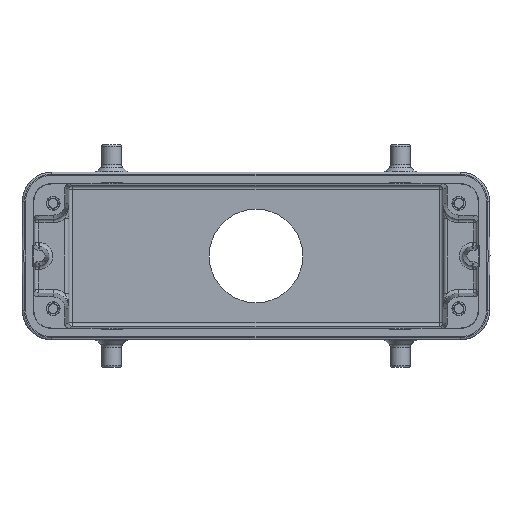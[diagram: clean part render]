
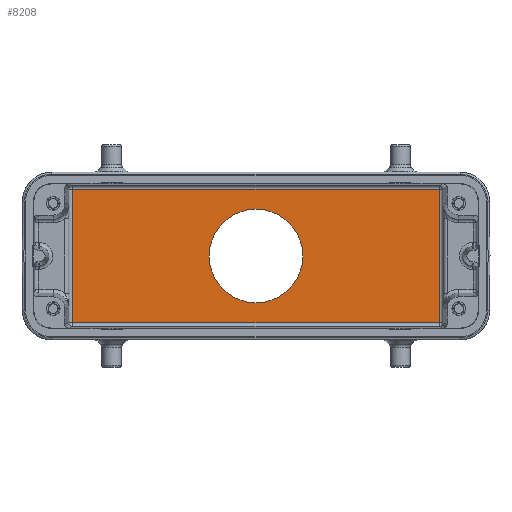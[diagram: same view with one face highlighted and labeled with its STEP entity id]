
A CAD part, front view. The second image highlights one B-rep face of the part: STEP entity #8208.
In plain terms, the highlighted planar face has unit normal (0, -1, 0).
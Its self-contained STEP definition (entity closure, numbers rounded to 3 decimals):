
#542=CARTESIAN_POINT('',(0.,52.,0.));
#543=DIRECTION('',(0.,1.,0.));
#544=DIRECTION('',(-1.,0.,0.));
#545=AXIS2_PLACEMENT_3D('',#542,#543,#544);
#547=CARTESIAN_POINT('',(0.,52.,0.));
#548=DIRECTION('',(0.,1.,0.));
#549=DIRECTION('',(1.,0.,0.));
#550=AXIS2_PLACEMENT_3D('',#547,#548,#549);
#552=DIRECTION('',(0.,0.,-1.));
#553=VECTOR('',#552,34.27);
#554=CARTESIAN_POINT('',(-47.,52.,17.135));
#555=LINE('',#554,#553);
#4133=DIRECTION('',(1.,0.,0.));
#4134=VECTOR('',#4133,94.);
#4135=CARTESIAN_POINT('',(-47.,52.,-17.135));
#4136=LINE('',#4135,#4134);
#4160=DIRECTION('',(0.,0.,1.));
#4161=VECTOR('',#4160,34.27);
#4162=CARTESIAN_POINT('',(47.,52.,-17.135));
#4163=LINE('',#4162,#4161);
#4183=DIRECTION('',(-1.,0.,0.));
#4184=VECTOR('',#4183,94.);
#4185=CARTESIAN_POINT('',(47.,52.,17.135));
#4186=LINE('',#4185,#4184);
#6122=CARTESIAN_POINT('',(-47.,52.,17.135));
#6123=CARTESIAN_POINT('',(-47.,52.,-17.135));
#6124=VERTEX_POINT('',#6122);
#6125=VERTEX_POINT('',#6123);
#6126=CARTESIAN_POINT('',(47.,52.,17.135));
#6127=VERTEX_POINT('',#6126);
#6128=CARTESIAN_POINT('',(47.,52.,-17.135));
#6129=VERTEX_POINT('',#6128);
#7499=CARTESIAN_POINT('',(-12.,52.,0.));
#7500=CARTESIAN_POINT('',(12.,52.,0.));
#7501=VERTEX_POINT('',#7499);
#7502=VERTEX_POINT('',#7500);
#8188=CARTESIAN_POINT('',(57.,52.,-18.5));
#8189=DIRECTION('',(0.,1.,0.));
#8190=DIRECTION('',(1.,0.,0.));
#8191=AXIS2_PLACEMENT_3D('',#8188,#8189,#8190);
#8192=PLANE('',#8191);
#8194=ORIENTED_EDGE('',*,*,#8193,.F.);
#8196=ORIENTED_EDGE('',*,*,#8195,.F.);
#8198=ORIENTED_EDGE('',*,*,#8197,.F.);
#8200=ORIENTED_EDGE('',*,*,#8199,.F.);
#8201=EDGE_LOOP('',(#8194,#8196,#8198,#8200));
#8202=FACE_OUTER_BOUND('',#8201,.F.);
#8203=ORIENTED_EDGE('',*,*,#8178,.F.);
#8205=ORIENTED_EDGE('',*,*,#8204,.F.);
#8206=EDGE_LOOP('',(#8203,#8205));
#8207=FACE_BOUND('',#8206,.F.);
#546=CIRCLE('',#545,12.);
#551=CIRCLE('',#550,12.);
#8178=EDGE_CURVE('',#7501,#7502,#546,.T.);
#8193=EDGE_CURVE('',#6124,#6125,#555,.T.);
#8195=EDGE_CURVE('',#6127,#6124,#4186,.T.);
#8197=EDGE_CURVE('',#6129,#6127,#4163,.T.);
#8199=EDGE_CURVE('',#6125,#6129,#4136,.T.);
#8204=EDGE_CURVE('',#7502,#7501,#551,.T.);
#8208=ADVANCED_FACE('',(#8202,#8207),#8192,.F.);
